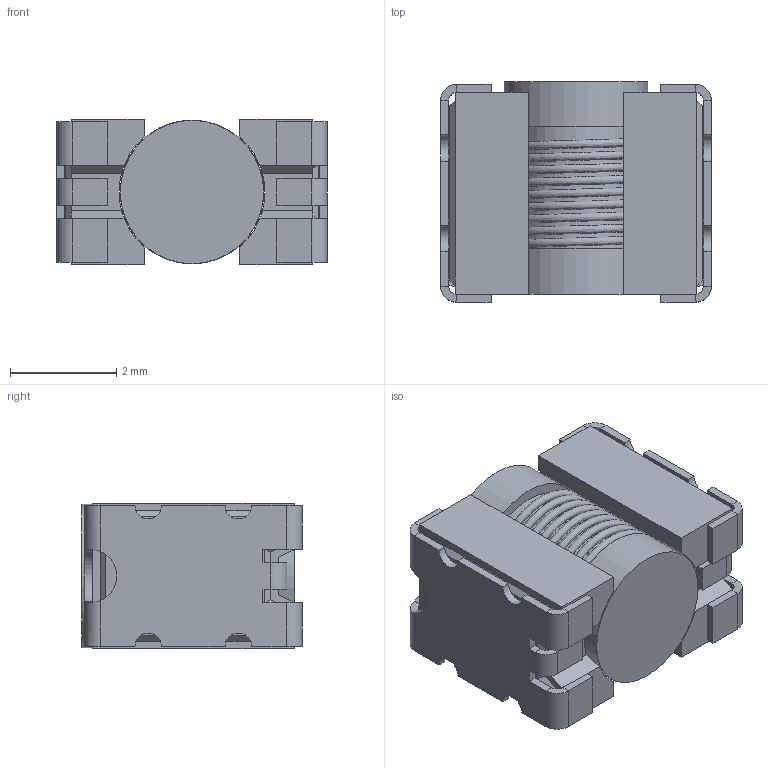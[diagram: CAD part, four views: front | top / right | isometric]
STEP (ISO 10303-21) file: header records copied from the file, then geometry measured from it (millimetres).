
FILE_DESCRIPTION(/* description */ (''),/* implementation_level */ '2;1');
FILE_NAME(/* name */ '',/* time_stamp */ '',/* author */ (''),/* organization */ (''),/* preprocessor_version */ '',/* originating_system */ '',/* authorisation */ '');
FILE_SCHEMA (('AUTOMOTIVE_DESIGN { 1 0 10303 214 3 1 1 }'));
Length unit declared in the file: millimetre
Products named in the file (5): Sumida Unknown; Sumida Unknown_Core; Sumida Unknown_Shield; Sumida Unknown_Lead; Sumida Unknown_Coil
Assembly tree (5 placements, depth 2):
  Sumida Unknown
    Sumida Unknown_Core
    Sumida Unknown_Shield
    Sumida Unknown_Lead  x2
    Sumida Unknown_Coil
Bounding box: 5.1 x 4.15 x 2.75 mm (x, y, z)
Volume: 48.9 mm3; surface area: 215.4 mm2
Topology: 6 solids, 6 shells, 172 faces, 408 edges, 248 vertices
Faces by surface type: plane 130, cylinder 37, bspline 5
Full cylindrical faces by diameter (mm): 2.3 x1, 2.7 x2
Entity records: 4036 total; most frequent: CARTESIAN_POINT 1307, DIRECTION 542, ORIENTED_EDGE 522, EDGE_CURVE 261, LINE 208, VECTOR 208, AXIS2_PLACEMENT_3D 167, VERTEX_POINT 164
